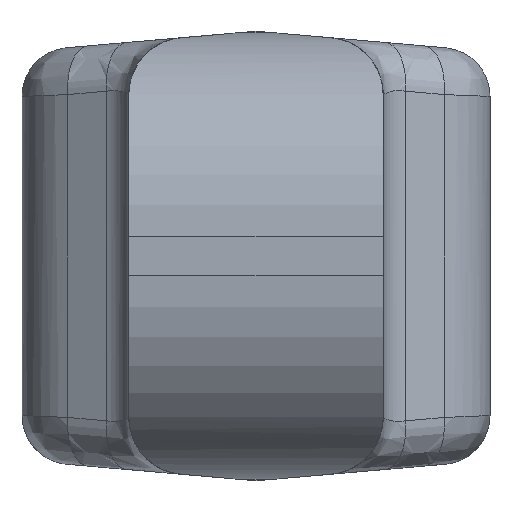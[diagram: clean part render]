
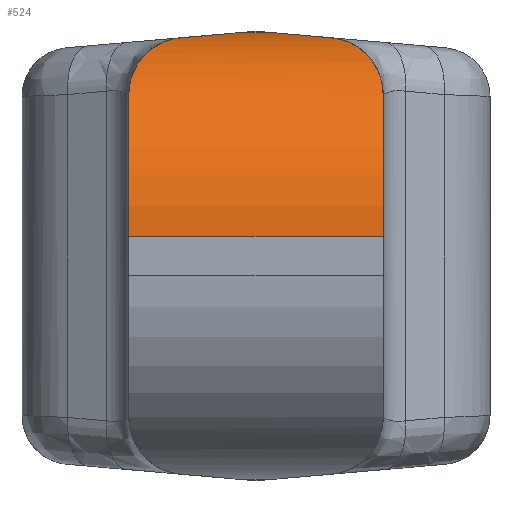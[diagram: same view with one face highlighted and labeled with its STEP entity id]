
A CAD part, left-side view. The second image highlights one B-rep face of the part: STEP entity #524.
In plain terms, the highlighted cylindrical face has radius 12.7 mm (diameter 25.4 mm), a partial arc.
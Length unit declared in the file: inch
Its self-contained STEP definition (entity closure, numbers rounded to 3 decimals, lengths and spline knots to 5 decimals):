
#98 = CARTESIAN_POINT ( 'NONE',  ( -1.2192, -0.30852, 0.43399 ) ) ;
#110 = CARTESIAN_POINT ( 'NONE',  ( -1.01555, -0.19665, 0.53471 ) ) ;
#166 = LINE ( 'NONE', #2041, #2031 ) ;
#185 = VERTEX_POINT ( 'NONE', #1650 ) ;
#199 = CARTESIAN_POINT ( 'NONE',  ( -1.04458, 0.22458, 0.52698 ) ) ;
#249 = DIRECTION ( 'NONE',  ( 0., 1., 0. ) ) ;
#272 = VERTEX_POINT ( 'NONE', #1222 ) ;
#281 = EDGE_CURVE ( 'NONE', #1126, #2641, #972, .T. ) ;
#332 = CARTESIAN_POINT ( 'NONE',  ( -1.17642, -0.29494, 0.46507 ) ) ;
#337 = CARTESIAN_POINT ( 'NONE',  ( -1.0091, -0.1847, 0.53618 ) ) ;
#355 = DIRECTION ( 'NONE',  ( 0., 1., 0. ) ) ;
#356 = CARTESIAN_POINT ( 'NONE',  ( -0.9, 0.047, 0.54823 ) ) ;
#400 = VERTEX_POINT ( 'NONE', #2896 ) ;
#402 = VERTEX_POINT ( 'NONE', #2004 ) ;
#431 = CARTESIAN_POINT ( 'NONE',  ( -1.07736, 0.24646, 0.51586 ) ) ;
#451 = ORIENTED_EDGE ( 'NONE', *, *, #2877, .T. ) ;
#454 = EDGE_CURVE ( 'NONE', #2641, #272, #2387, .T. ) ;
#462 = CARTESIAN_POINT ( 'NONE',  ( -1.25855, -0.3125, 0.39671 ) ) ;
#465 = DIRECTION ( 'NONE',  ( 0., -1., 0. ) ) ;
#524 = ADVANCED_FACE ( 'NONE', ( #2909 ), #2311, .T. ) ;
#549 = CARTESIAN_POINT ( 'NONE',  ( -1.14372, -0.28145, 0.48498 ) ) ;
#653 = CARTESIAN_POINT ( 'NONE',  ( -1.11062, 0.26526, 0.50186 ) ) ;
#758 = VECTOR ( 'NONE', #2914, 39.37008 ) ;
#773 = CARTESIAN_POINT ( 'NONE',  ( -1.11065, -0.26528, 0.50185 ) ) ;
#780 = ORIENTED_EDGE ( 'NONE', *, *, #1330, .T. ) ;
#803 = CARTESIAN_POINT ( 'NONE',  ( -0.93673, 0.047, 0.54823 ) ) ;
#844 = ORIENTED_EDGE ( 'NONE', *, *, #2300, .T. ) ;
#845 = EDGE_CURVE ( 'NONE', #185, #402, #1221, .T. ) ;
#875 = CARTESIAN_POINT ( 'NONE',  ( -1.14367, 0.28142, 0.48501 ) ) ;
#885 = CARTESIAN_POINT ( 'NONE',  ( -0.9, -0.375, 0.54823 ) ) ;
#895 = EDGE_CURVE ( 'NONE', #272, #400, #1961, .T. ) ;
#940 = EDGE_CURVE ( 'NONE', #975, #2884, #166, .T. ) ;
#972 = B_SPLINE_CURVE_WITH_KNOTS ( 'NONE', 3,
 ( #2556, #1461, #98, #1691, #332, #1899, #549, #2126, #773, #2348, #1005, #2570, #1233, #2800, #1475, #110, #1700, #337 ),
 .UNSPECIFIED., .F., .F.,
 ( 4, 2, 2, 2, 2, 2, 2, 2, 4 ),
 ( 0., 0.00206, 0.00309, 0.00413, 0.00516, 0.00619, 0.00722, 0.00774, 0.00825 ),
 .UNSPECIFIED. ) ;
#975 = VERTEX_POINT ( 'NONE', #1410 ) ;
#993 = AXIS2_PLACEMENT_3D ( 'NONE', #1718, #355, #1929 ) ;
#1005 = CARTESIAN_POINT ( 'NONE',  ( -1.07727, -0.24641, 0.51589 ) ) ;
#1008 = AXIS2_PLACEMENT_3D ( 'NONE', #1599, #2033, #1133 ) ;
#1014 = AXIS2_PLACEMENT_3D ( 'NONE', #1813, #465, #2037 ) ;
#1069 = ORIENTED_EDGE ( 'NONE', *, *, #454, .T. ) ;
#1105 = CARTESIAN_POINT ( 'NONE',  ( -1.01163, 0.19118, 0.53561 ) ) ;
#1111 = CARTESIAN_POINT ( 'NONE',  ( -1.17644, 0.29495, 0.46506 ) ) ;
#1120 = CARTESIAN_POINT ( 'NONE',  ( -0.9, -0.047, 0.54823 ) ) ;
#1126 = VERTEX_POINT ( 'NONE', #462 ) ;
#1133 = DIRECTION ( 'NONE',  ( 0., 0., 1. ) ) ;
#1221 = B_SPLINE_CURVE_WITH_KNOTS ( 'NONE', 3,
 ( #2436, #1105, #1334, #2893, #1564, #199, #1785, #431, #1999, #653, #2235, #875, #2443, #1111, #2674, #1344, #2901, #1575 ),
 .UNSPECIFIED., .F., .F.,
 ( 4, 2, 2, 2, 2, 2, 2, 2, 4 ),
 ( 0., 0.00052, 0.00104, 0.00208, 0.00312, 0.00416, 0.0052, 0.00624, 0.00832 ),
 .UNSPECIFIED. ) ;
#1222 = CARTESIAN_POINT ( 'NONE',  ( -0.9, -0.047, 0.54823 ) ) ;
#1233 = CARTESIAN_POINT ( 'NONE',  ( -1.04447, -0.22451, 0.52702 ) ) ;
#1262 = CARTESIAN_POINT ( 'NONE',  ( -1.0091, 0.1847, 0.53618 ) ) ;
#1285 = ORIENTED_EDGE ( 'NONE', *, *, #895, .T. ) ;
#1315 = CARTESIAN_POINT ( 'NONE',  ( -1.0091, -0.1847, 0.53618 ) ) ;
#1330 = EDGE_CURVE ( 'NONE', #400, #185, #2737, .T. ) ;
#1334 = CARTESIAN_POINT ( 'NONE',  ( -1.01558, 0.19669, 0.53471 ) ) ;
#1344 = CARTESIAN_POINT ( 'NONE',  ( -1.21918, 0.30851, 0.434 ) ) ;
#1387 = CIRCLE ( 'NONE', #1014, 0.5 ) ;
#1410 = CARTESIAN_POINT ( 'NONE',  ( -1.4, -0.3125, 0.04823 ) ) ;
#1450 = EDGE_LOOP ( 'NONE', ( #780, #2048, #844, #1747, #451, #2227, #1069, #1285 ) ) ;
#1461 = CARTESIAN_POINT ( 'NONE',  ( -1.2394, -0.3125, 0.41642 ) ) ;
#1475 = CARTESIAN_POINT ( 'NONE',  ( -1.0244, -0.20688, 0.53253 ) ) ;
#1564 = CARTESIAN_POINT ( 'NONE',  ( -1.0294, 0.21159, 0.53122 ) ) ;
#1575 = CARTESIAN_POINT ( 'NONE',  ( -1.25855, 0.3125, 0.39671 ) ) ;
#1599 = CARTESIAN_POINT ( 'NONE',  ( -0.9, -0.375, 0.04823 ) ) ;
#1650 = CARTESIAN_POINT ( 'NONE',  ( -1.0091, 0.1847, 0.53618 ) ) ;
#1691 = CARTESIAN_POINT ( 'NONE',  ( -1.1873, -0.29883, 0.45766 ) ) ;
#1700 = CARTESIAN_POINT ( 'NONE',  ( -1.01161, -0.19112, 0.53562 ) ) ;
#1718 = CARTESIAN_POINT ( 'NONE',  ( -0.9, -0.3125, 0.04823 ) ) ;
#1747 = ORIENTED_EDGE ( 'NONE', *, *, #940, .F. ) ;
#1785 = CARTESIAN_POINT ( 'NONE',  ( -1.05537, 0.23218, 0.52362 ) ) ;
#1800 = CIRCLE ( 'NONE', #993, 0.5 ) ;
#1813 = CARTESIAN_POINT ( 'NONE',  ( -0.9, 0.3125, 0.04823 ) ) ;
#1899 = CARTESIAN_POINT ( 'NONE',  ( -1.15467, -0.28627, 0.4787 ) ) ;
#1929 = DIRECTION ( 'NONE',  ( 1., 0., 0. ) ) ;
#1961 = LINE ( 'NONE', #885, #758 ) ;
#1999 = CARTESIAN_POINT ( 'NONE',  ( -1.08848, 0.25303, 0.5115 ) ) ;
#2004 = CARTESIAN_POINT ( 'NONE',  ( -1.25855, 0.3125, 0.39671 ) ) ;
#2015 = CARTESIAN_POINT ( 'NONE',  ( -1.0091, -0.1847, 0.53618 ) ) ;
#2031 = VECTOR ( 'NONE', #249, 39.37008 ) ;
#2033 = DIRECTION ( 'NONE',  ( 0., 1., 0. ) ) ;
#2037 = DIRECTION ( 'NONE',  ( -1., 0., 0. ) ) ;
#2041 = CARTESIAN_POINT ( 'NONE',  ( -1.4, -0.375, 0.04823 ) ) ;
#2048 = ORIENTED_EDGE ( 'NONE', *, *, #845, .T. ) ;
#2126 = CARTESIAN_POINT ( 'NONE',  ( -1.12172, -0.27095, 0.49655 ) ) ;
#2227 = ORIENTED_EDGE ( 'NONE', *, *, #281, .T. ) ;
#2235 = CARTESIAN_POINT ( 'NONE',  ( -1.12167, 0.27093, 0.49658 ) ) ;
#2242 = CARTESIAN_POINT ( 'NONE',  ( -0.97325, -0.09309, 0.5442 ) ) ;
#2300 = EDGE_CURVE ( 'NONE', #402, #2884, #1387, .T. ) ;
#2311 = CYLINDRICAL_SURFACE ( 'NONE', #1008, 0.5 ) ;
#2348 = CARTESIAN_POINT ( 'NONE',  ( -1.08845, -0.25301, 0.51151 ) ) ;
#2387 =( BOUNDED_CURVE ( )  B_SPLINE_CURVE ( 3, ( #2015, #2242, #2461, #1120 ),
 .UNSPECIFIED., .F., .T. ) 
 B_SPLINE_CURVE_WITH_KNOTS ( ( 4, 4 ),
 ( 6.06322, 6.28319 ),
 .UNSPECIFIED. ) 
 CURVE ( )  GEOMETRIC_REPRESENTATION_ITEM ( )  RATIONAL_B_SPLINE_CURVE ( ( 1., 0.996, 0.996, 1. ) ) 
 REPRESENTATION_ITEM ( '' )  );
#2436 = CARTESIAN_POINT ( 'NONE',  ( -1.0091, 0.1847, 0.53618 ) ) ;
#2443 = CARTESIAN_POINT ( 'NONE',  ( -1.15463, 0.28625, 0.47873 ) ) ;
#2461 = CARTESIAN_POINT ( 'NONE',  ( -0.93673, -0.047, 0.54823 ) ) ;
#2556 = CARTESIAN_POINT ( 'NONE',  ( -1.25855, -0.3125, 0.39671 ) ) ;
#2570 = CARTESIAN_POINT ( 'NONE',  ( -1.05534, -0.23215, 0.52363 ) ) ;
#2585 = CARTESIAN_POINT ( 'NONE',  ( -1.4, 0.3125, 0.04823 ) ) ;
#2595 = CARTESIAN_POINT ( 'NONE',  ( -0.97325, 0.09309, 0.5442 ) ) ;
#2641 = VERTEX_POINT ( 'NONE', #1315 ) ;
#2674 = CARTESIAN_POINT ( 'NONE',  ( -1.18736, 0.29884, 0.45762 ) ) ;
#2737 =( BOUNDED_CURVE ( )  B_SPLINE_CURVE ( 3, ( #356, #803, #2595, #1262 ),
 .UNSPECIFIED., .F., .T. ) 
 B_SPLINE_CURVE_WITH_KNOTS ( ( 4, 4 ),
 ( 3.14159, 3.36156 ),
 .UNSPECIFIED. ) 
 CURVE ( )  GEOMETRIC_REPRESENTATION_ITEM ( )  RATIONAL_B_SPLINE_CURVE ( ( 1., 0.996, 0.996, 1. ) ) 
 REPRESENTATION_ITEM ( '' )  );
#2800 = CARTESIAN_POINT ( 'NONE',  ( -1.02927, -0.21147, 0.53126 ) ) ;
#2877 = EDGE_CURVE ( 'NONE', #975, #1126, #1800, .T. ) ;
#2884 = VERTEX_POINT ( 'NONE', #2585 ) ;
#2893 = CARTESIAN_POINT ( 'NONE',  ( -1.02448, 0.20697, 0.53251 ) ) ;
#2896 = CARTESIAN_POINT ( 'NONE',  ( -0.9, 0.047, 0.54823 ) ) ;
#2901 = CARTESIAN_POINT ( 'NONE',  ( -1.23937, 0.3125, 0.41645 ) ) ;
#2909 = FACE_OUTER_BOUND ( 'NONE', #1450, .T. ) ;
#2914 = DIRECTION ( 'NONE',  ( 0., 1., 0. ) ) ;
